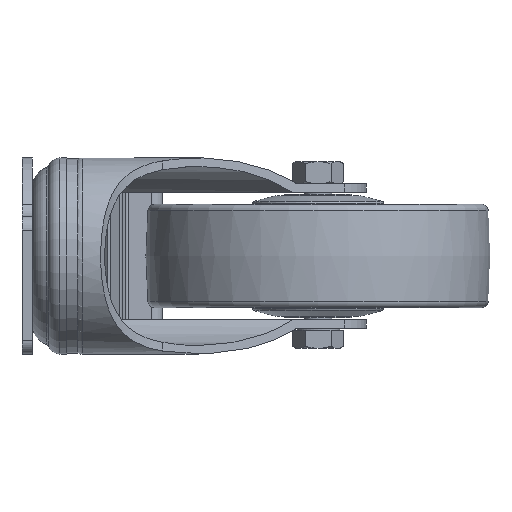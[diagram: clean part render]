
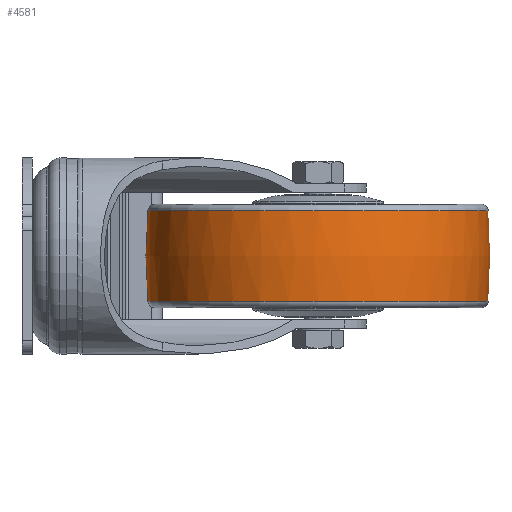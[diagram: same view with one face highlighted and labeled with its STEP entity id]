
A CAD part, left-side view. The second image highlights one B-rep face of the part: STEP entity #4581.
In plain terms, the highlighted toroidal (fillet/blend) face has major radius 100 mm and minor radius 150 mm.
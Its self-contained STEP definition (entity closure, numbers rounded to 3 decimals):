
#42=DEGENERATE_TOROIDAL_SURFACE('',#4998,100.,150.,
 .F.);
#1122=CIRCLE('',#4999,49.42);
#1123=CIRCLE('',#5000,49.42);
#1495=ORIENTED_EDGE('',*,*,#2680,.T.);
#1496=ORIENTED_EDGE('',*,*,#2681,.F.);
#2680=EDGE_CURVE('',#3298,#3298,#1122,.T.);
#2681=EDGE_CURVE('',#3299,#3299,#1123,.T.);
#3298=VERTEX_POINT('',#7184);
#3299=VERTEX_POINT('',#7186);
#3828=EDGE_LOOP('',(#1495));
#3829=EDGE_LOOP('',(#1496));
#4209=FACE_BOUND('',#3828,.T.);
#4210=FACE_BOUND('',#3829,.T.);
#4581=ADVANCED_FACE('',(#4209,#4210),#42,.F.);
#4998=AXIS2_PLACEMENT_3D('',#7182,#5674,#5675);
#4999=AXIS2_PLACEMENT_3D('',#7183,#5676,#5677);
#5000=AXIS2_PLACEMENT_3D('',#7185,#5678,#5679);
#5674=DIRECTION('',(0.,1.,0.));
#5675=DIRECTION('',(0.,0.,1.));
#5676=DIRECTION('',(0.,1.,0.));
#5677=DIRECTION('',(0.,0.,1.));
#5678=DIRECTION('',(0.,1.,0.));
#5679=DIRECTION('',(0.,0.,1.));
#7182=CARTESIAN_POINT('',(0.,0.,0.));
#7183=CARTESIAN_POINT('',(0.,-13.176,0.));
#7184=CARTESIAN_POINT('',(0.,-13.176,49.42));
#7185=CARTESIAN_POINT('',(0.,13.176,0.));
#7186=CARTESIAN_POINT('',(0.,13.176,49.42));
